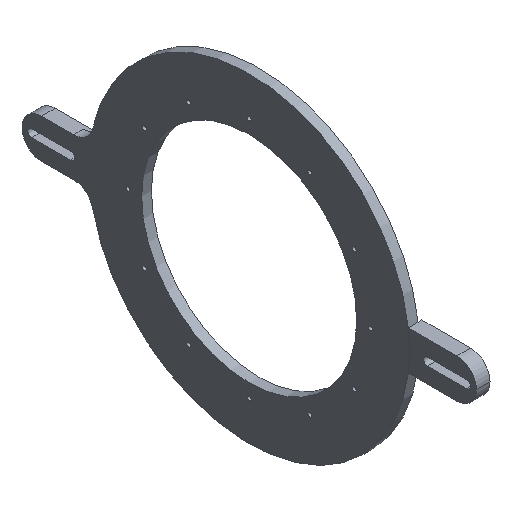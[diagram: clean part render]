
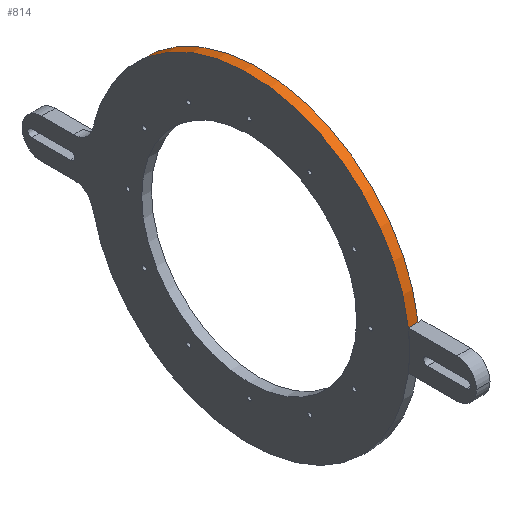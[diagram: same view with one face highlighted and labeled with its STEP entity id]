
A CAD part, isometric view. The second image highlights one B-rep face of the part: STEP entity #814.
In plain terms, the highlighted cylindrical face has radius 82 mm (diameter 164 mm), a partial arc.
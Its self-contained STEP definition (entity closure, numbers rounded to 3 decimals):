
#89=FACE_OUTER_BOUND('',#158,.T.);
#158=EDGE_LOOP('',(#695,#696,#697,#698));
#194=LINE('',#1306,#251);
#206=LINE('',#1349,#263);
#251=VECTOR('',#1064,10.);
#263=VECTOR('',#1110,10.);
#312=CIRCLE('',#880,82.);
#331=CIRCLE('',#915,82.);
#369=VERTEX_POINT('',#1270);
#370=VERTEX_POINT('',#1272);
#382=VERTEX_POINT('',#1304);
#396=VERTEX_POINT('',#1348);
#457=EDGE_CURVE('',#369,#370,#312,.T.);
#474=EDGE_CURVE('',#382,#369,#194,.T.);
#495=EDGE_CURVE('',#396,#370,#206,.T.);
#501=EDGE_CURVE('',#382,#396,#331,.T.);
#695=ORIENTED_EDGE('',*,*,#474,.F.);
#696=ORIENTED_EDGE('',*,*,#501,.T.);
#697=ORIENTED_EDGE('',*,*,#495,.T.);
#698=ORIENTED_EDGE('',*,*,#457,.F.);
#779=CYLINDRICAL_SURFACE('',#916,82.);
#814=ADVANCED_FACE('',(#89),#779,.T.);
#880=AXIS2_PLACEMENT_3D('',#1273,#1031,#1032);
#915=AXIS2_PLACEMENT_3D('',#1360,#1126,#1127);
#916=AXIS2_PLACEMENT_3D('',#1361,#1128,#1129);
#1031=DIRECTION('center_axis',(1.,0.,0.));
#1032=DIRECTION('ref_axis',(0.,0.,-1.));
#1064=DIRECTION('',(1.,0.,0.));
#1110=DIRECTION('',(1.,0.,0.));
#1126=DIRECTION('center_axis',(1.,0.,0.));
#1127=DIRECTION('ref_axis',(0.,0.,-1.));
#1128=DIRECTION('center_axis',(1.,0.,0.));
#1129=DIRECTION('ref_axis',(0.,1.,0.));
#1270=CARTESIAN_POINT('',(-10.011,80.039,17.826));
#1272=CARTESIAN_POINT('',(-10.011,-81.388,10.));
#1273=CARTESIAN_POINT('Origin',(-10.011,0.,0.));
#1304=CARTESIAN_POINT('',(-15.011,80.039,17.826));
#1306=CARTESIAN_POINT('',(-13.511,80.039,17.826));
#1348=CARTESIAN_POINT('',(-15.011,-81.388,10.));
#1349=CARTESIAN_POINT('',(-13.511,-81.388,10.));
#1360=CARTESIAN_POINT('Origin',(-15.011,0.,0.));
#1361=CARTESIAN_POINT('Origin',(-13.511,0.,0.));
